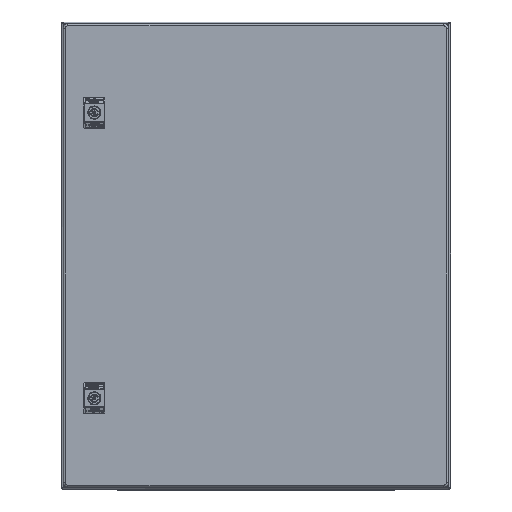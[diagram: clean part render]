
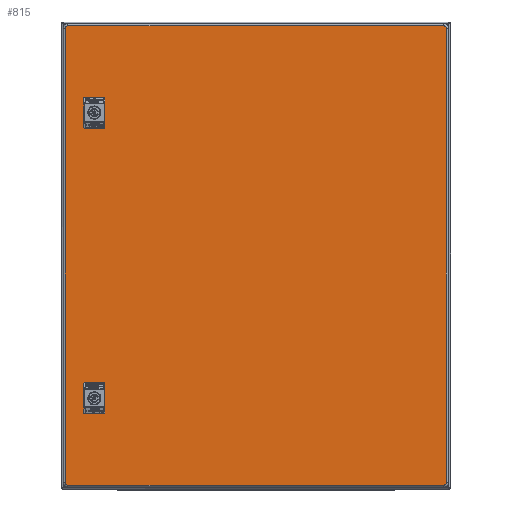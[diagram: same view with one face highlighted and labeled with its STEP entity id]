
A CAD part, top view. The second image highlights one B-rep face of the part: STEP entity #815.
In plain terms, the highlighted planar face has unit normal (0, 0, 1).
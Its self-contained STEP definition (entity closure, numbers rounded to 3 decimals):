
#815=ADVANCED_FACE('',(#5260,#5261,#5262),#5263,.T.);
#5260=FACE_OUTER_BOUND('',#15348,.T.);
#5261=FACE_BOUND('',#15349,.T.);
#5262=FACE_BOUND('',#15350,.T.);
#5263=PLANE('',#15351);
#15348=EDGE_LOOP('',(#32457,#32458,#32459,#32460,#32461,#32462,#32463,#32464));
#15349=EDGE_LOOP('',(#32465,#32466,#32467,#32468));
#15350=EDGE_LOOP('',(#32469,#32470,#32471,#32472));
#15351=AXIS2_PLACEMENT_3D('',#32473,#32474,#32475);
#32457=ORIENTED_EDGE('',*,*,#60233,.F.);
#32458=ORIENTED_EDGE('',*,*,#60234,.T.);
#32459=ORIENTED_EDGE('',*,*,#60235,.F.);
#32460=ORIENTED_EDGE('',*,*,#60236,.T.);
#32461=ORIENTED_EDGE('',*,*,#60237,.F.);
#32462=ORIENTED_EDGE('',*,*,#60238,.T.);
#32463=ORIENTED_EDGE('',*,*,#60239,.F.);
#32464=ORIENTED_EDGE('',*,*,#60240,.T.);
#32465=ORIENTED_EDGE('',*,*,#60241,.F.);
#32466=ORIENTED_EDGE('',*,*,#60242,.T.);
#32467=ORIENTED_EDGE('',*,*,#60243,.F.);
#32468=ORIENTED_EDGE('',*,*,#60244,.T.);
#32469=ORIENTED_EDGE('',*,*,#60245,.F.);
#32470=ORIENTED_EDGE('',*,*,#60246,.T.);
#32471=ORIENTED_EDGE('',*,*,#60247,.F.);
#32472=ORIENTED_EDGE('',*,*,#60248,.T.);
#32473=CARTESIAN_POINT('',(-0.3,0.0,202.21));
#32474=DIRECTION('',(0.0,0.0,1.0));
#32475=DIRECTION('',(1.0,0.0,0.0));
#60233=EDGE_CURVE('',#71164,#71165,#71166,.T.);
#60234=EDGE_CURVE('',#71164,#71167,#71168,.T.);
#60235=EDGE_CURVE('',#71169,#71167,#71170,.T.);
#60236=EDGE_CURVE('',#71169,#71171,#71172,.T.);
#60237=EDGE_CURVE('',#71173,#71171,#71174,.T.);
#60238=EDGE_CURVE('',#71173,#71175,#71176,.T.);
#60239=EDGE_CURVE('',#71177,#71175,#71178,.T.);
#60240=EDGE_CURVE('',#71177,#71165,#71179,.T.);
#60241=EDGE_CURVE('',#71180,#71181,#71182,.T.);
#60242=EDGE_CURVE('',#71180,#71183,#71184,.T.);
#60243=EDGE_CURVE('',#71185,#71183,#71186,.T.);
#60244=EDGE_CURVE('',#71185,#71181,#71187,.T.);
#60245=EDGE_CURVE('',#71188,#71189,#71190,.T.);
#60246=EDGE_CURVE('',#71188,#71191,#71192,.T.);
#60247=EDGE_CURVE('',#71193,#71191,#71194,.T.);
#60248=EDGE_CURVE('',#71193,#71189,#71195,.T.);
#71164=VERTEX_POINT('',#88839);
#71165=VERTEX_POINT('',#88840);
#71166=CIRCLE('',#88841,3.5);
#71167=VERTEX_POINT('',#88842);
#71168=LINE('',#88843,#88844);
#71169=VERTEX_POINT('',#88845);
#71170=CIRCLE('',#88846,3.5);
#71171=VERTEX_POINT('',#88847);
#71172=LINE('',#88848,#88849);
#71173=VERTEX_POINT('',#88850);
#71174=CIRCLE('',#88851,3.5);
#71175=VERTEX_POINT('',#88852);
#71176=LINE('',#88853,#88854);
#71177=VERTEX_POINT('',#88855);
#71178=CIRCLE('',#88856,3.5);
#71179=LINE('',#88857,#88858);
#71180=VERTEX_POINT('',#88859);
#71181=VERTEX_POINT('',#88860);
#71182=CIRCLE('',#88861,11.75);
#71183=VERTEX_POINT('',#88862);
#71184=LINE('',#88863,#88864);
#71185=VERTEX_POINT('',#88865);
#71186=CIRCLE('',#88866,11.75);
#71187=LINE('',#88867,#88868);
#71188=VERTEX_POINT('',#88869);
#71189=VERTEX_POINT('',#88870);
#71190=CIRCLE('',#88871,11.75);
#71191=VERTEX_POINT('',#88872);
#71192=LINE('',#88873,#88874);
#71193=VERTEX_POINT('',#88875);
#71194=CIRCLE('',#88876,11.75);
#71195=LINE('',#88877,#88878);
#88839=CARTESIAN_POINT('',(241.2,295.,202.21));
#88840=CARTESIAN_POINT('',(244.7,291.5,202.21));
#88841=AXIS2_PLACEMENT_3D('',#120678,#120679,#120680);
#88842=CARTESIAN_POINT('',(-241.8,295.,202.21));
#88843=CARTESIAN_POINT('',(241.2,295.,202.21));
#88844=VECTOR('',#120681,483.);
#88845=CARTESIAN_POINT('',(-245.3,291.5,202.21));
#88846=AXIS2_PLACEMENT_3D('',#120682,#120683,#120684);
#88847=CARTESIAN_POINT('',(-245.3,-291.5,202.21));
#88848=CARTESIAN_POINT('',(-245.3,291.5,202.21));
#88849=VECTOR('',#120685,583.);
#88850=CARTESIAN_POINT('',(-241.8,-295.,202.21));
#88851=AXIS2_PLACEMENT_3D('',#120686,#120687,#120688);
#88852=CARTESIAN_POINT('',(241.2,-295.,202.21));
#88853=CARTESIAN_POINT('',(-241.8,-295.,202.21));
#88854=VECTOR('',#120689,483.);
#88855=CARTESIAN_POINT('',(244.7,-291.5,202.21));
#88856=AXIS2_PLACEMENT_3D('',#120690,#120691,#120692);
#88857=CARTESIAN_POINT('',(244.7,-291.5,202.21));
#88858=VECTOR('',#120693,583.0);
#88859=CARTESIAN_POINT('',(-197.7,189.504,202.21));
#88860=CARTESIAN_POINT('',(-217.9,189.504,202.21));
#88861=AXIS2_PLACEMENT_3D('',#120694,#120695,#120696);
#88862=CARTESIAN_POINT('',(-197.7,177.496,202.21));
#88863=CARTESIAN_POINT('',(-197.7,189.504,202.21));
#88864=VECTOR('',#120697,12.009);
#88865=CARTESIAN_POINT('',(-217.9,177.496,202.21));
#88866=AXIS2_PLACEMENT_3D('',#120698,#120699,#120700);
#88867=CARTESIAN_POINT('',(-217.9,177.496,202.21));
#88868=VECTOR('',#120701,12.009);
#88869=CARTESIAN_POINT('',(-197.7,-177.496,202.21));
#88870=CARTESIAN_POINT('',(-217.9,-177.496,202.21));
#88871=AXIS2_PLACEMENT_3D('',#120702,#120703,#120704);
#88872=CARTESIAN_POINT('',(-197.7,-189.504,202.21));
#88873=CARTESIAN_POINT('',(-197.7,-177.496,202.21));
#88874=VECTOR('',#120705,12.009);
#88875=CARTESIAN_POINT('',(-217.9,-189.504,202.21));
#88876=AXIS2_PLACEMENT_3D('',#120706,#120707,#120708);
#88877=CARTESIAN_POINT('',(-217.9,-189.504,202.21));
#88878=VECTOR('',#120709,12.009);
#120678=CARTESIAN_POINT('',(241.2,291.5,202.21));
#120679=DIRECTION('',(0.0,0.0,-1.0));
#120680=DIRECTION('',(0.,1.0,0.0));
#120681=DIRECTION('',(-1.0,0.,0.0));
#120682=CARTESIAN_POINT('',(-241.8,291.5,202.21));
#120683=DIRECTION('',(-0.0,0.0,-1.0));
#120684=DIRECTION('',(-1.0,0.,0.0));
#120685=DIRECTION('',(0.,-1.0,0.0));
#120686=CARTESIAN_POINT('',(-241.8,-291.5,202.21));
#120687=DIRECTION('',(0.0,0.0,-1.0));
#120688=DIRECTION('',(0.,-1.0,0.0));
#120689=DIRECTION('',(1.0,0.,0.0));
#120690=CARTESIAN_POINT('',(241.2,-291.5,202.21));
#120691=DIRECTION('',(0.0,0.0,-1.0));
#120692=DIRECTION('',(1.0,0.,0.0));
#120693=DIRECTION('',(0.0,1.0,0.0));
#120694=CARTESIAN_POINT('',(-207.8,183.5,202.21));
#120695=DIRECTION('',(0.0,-0.0,1.0));
#120696=DIRECTION('',(0.86,0.511,0.0));
#120697=DIRECTION('',(0.,-1.0,0.0));
#120698=CARTESIAN_POINT('',(-207.8,183.5,202.21));
#120699=DIRECTION('',(0.0,0.0,1.0));
#120700=DIRECTION('',(-0.86,-0.511,0.0));
#120701=DIRECTION('',(0.,1.0,0.0));
#120702=CARTESIAN_POINT('',(-207.8,-183.5,202.21));
#120703=DIRECTION('',(0.0,-0.0,1.0));
#120704=DIRECTION('',(0.86,0.511,0.0));
#120705=DIRECTION('',(0.,-1.0,0.0));
#120706=CARTESIAN_POINT('',(-207.8,-183.5,202.21));
#120707=DIRECTION('',(0.0,0.0,1.0));
#120708=DIRECTION('',(-0.86,-0.511,0.0));
#120709=DIRECTION('',(0.,1.0,0.0));
